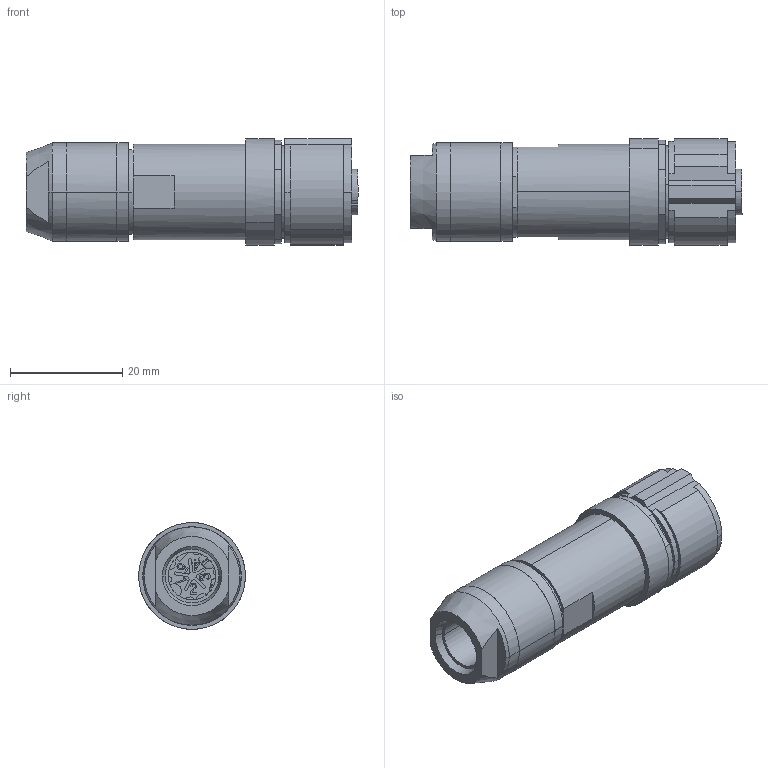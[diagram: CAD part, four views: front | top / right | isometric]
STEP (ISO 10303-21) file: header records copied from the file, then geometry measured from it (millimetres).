
FILE_DESCRIPTION((''),'2;1');
FILE_NAME('CAD-8053','2021-11-16T08:54:11',('creinig-se'),(''),'CREO PARAMETRIC BY PTC INC, 2019292','CREO PARAMETRIC BY PTC INC, 2019292','');
FILE_SCHEMA(('CONFIG_CONTROL_DESIGN','SHAPE_APPEARANCE_LAYERS_GROUPS'));
Length unit declared in the file: millimetre
Products named in the file (1): CAD-8053
Bounding box: 59.12 x 19.01 x 19.01 mm (x, y, z)
Volume: 10763.4 mm3; surface area: 6143 mm2
Topology: 1 solids, 1 shells, 488 faces, 1356 edges, 899 vertices
Faces by surface type: plane 347, cylinder 119, sphere 12, cone 10
Entity records: 20408 total; most frequent: CARTESIAN_POINT 3025, ORIENTED_EDGE 2696, DIRECTION 2555, PRESENTATION_STYLE_ASSIGNMENT 1399, STYLED_ITEM 1349, CURVE_STYLE 1348, EDGE_CURVE 1348, VECTOR 989
